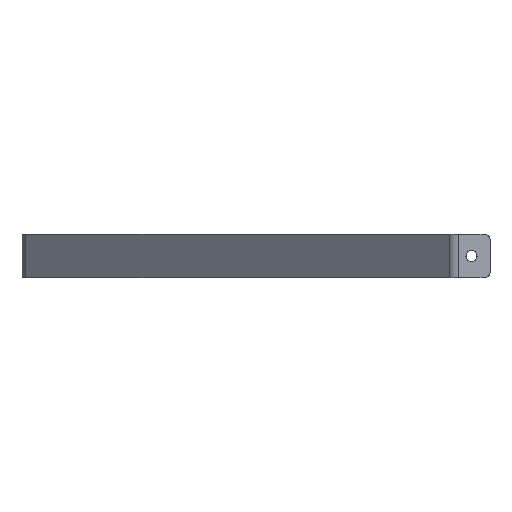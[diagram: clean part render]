
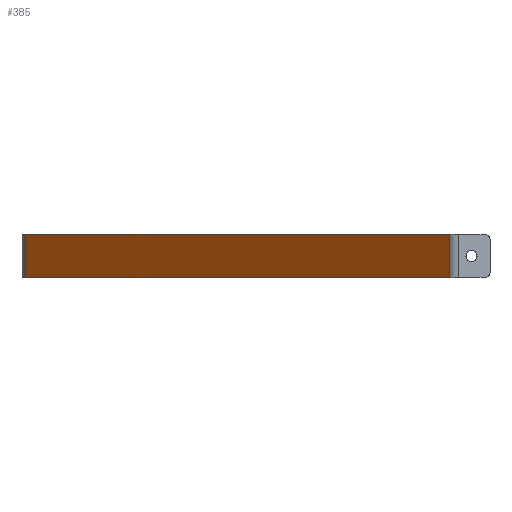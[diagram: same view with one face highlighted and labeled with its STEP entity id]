
A CAD part, front view. The second image highlights one B-rep face of the part: STEP entity #385.
In plain terms, the highlighted planar face has unit normal (-0.707, -0.707, 0).
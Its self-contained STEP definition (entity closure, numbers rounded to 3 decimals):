
#25=PLANE('',#448);
#45=FACE_OUTER_BOUND('',#68,.T.);
#68=EDGE_LOOP('',(#340,#341,#342,#343));
#76=LINE('',#584,#110);
#92=LINE('',#634,#126);
#99=LINE('',#659,#133);
#100=LINE('',#661,#134);
#110=VECTOR('',#467,485.862);
#126=VECTOR('',#507,485.862);
#133=VECTOR('',#538,35.);
#134=VECTOR('',#541,35.);
#166=VERTEX_POINT('',#581);
#167=VERTEX_POINT('',#583);
#188=VERTEX_POINT('',#631);
#189=VERTEX_POINT('',#633);
#203=EDGE_CURVE('',#166,#167,#76,.T.);
#228=EDGE_CURVE('',#189,#188,#92,.T.);
#242=EDGE_CURVE('',#167,#188,#99,.T.);
#243=EDGE_CURVE('',#189,#166,#100,.T.);
#340=ORIENTED_EDGE('',*,*,#242,.F.);
#341=ORIENTED_EDGE('',*,*,#203,.F.);
#342=ORIENTED_EDGE('',*,*,#243,.F.);
#343=ORIENTED_EDGE('',*,*,#228,.T.);
#385=ADVANCED_FACE('',(#45),#25,.T.);
#448=AXIS2_PLACEMENT_3D('',#674,#559,#560);
#467=DIRECTION('',(-0.707,0.707,0.));
#507=DIRECTION('',(-0.707,0.707,0.));
#538=DIRECTION('',(0.,0.,1.));
#541=DIRECTION('',(0.,0.,-1.));
#559=DIRECTION('center_axis',(-0.707,-0.707,0.));
#560=DIRECTION('ref_axis',(0.,0.,1.));
#581=CARTESIAN_POINT('',(-33.222,3.222,0.));
#583=CARTESIAN_POINT('',(-376.778,346.778,0.));
#584=CARTESIAN_POINT('',(-30.,0.,0.));
#631=CARTESIAN_POINT('',(-376.778,346.778,35.));
#633=CARTESIAN_POINT('',(-33.222,3.222,35.));
#634=CARTESIAN_POINT('',(-30.,0.,35.));
#659=CARTESIAN_POINT('',(-376.778,346.778,0.));
#661=CARTESIAN_POINT('',(-33.222,3.222,0.));
#674=CARTESIAN_POINT('Origin',(-30.,0.,0.));
